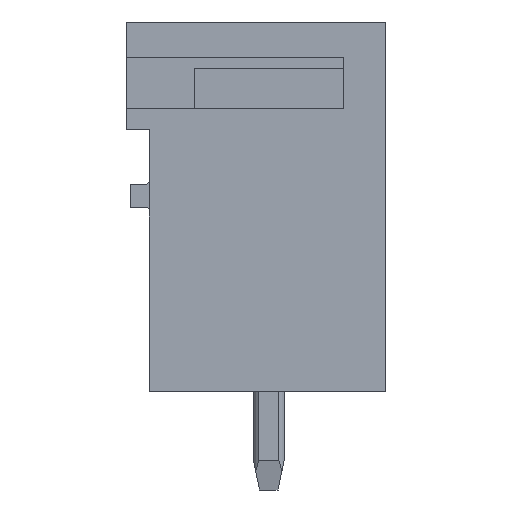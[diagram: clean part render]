
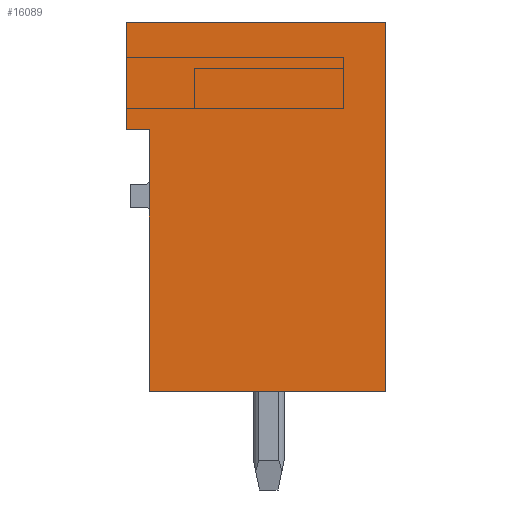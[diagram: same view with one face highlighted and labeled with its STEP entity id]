
A CAD part, left-side view. The second image highlights one B-rep face of the part: STEP entity #16089.
In plain terms, the highlighted planar face has unit normal (-1, 0, 0).
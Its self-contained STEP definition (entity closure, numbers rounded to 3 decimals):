
#16079=AXIS2_PLACEMENT_3D('Plane Axis2P3D',#16076,#16077,#16078) ;
#49=CARTESIAN_POINT('Vertex',(0.,0.,15.2)) ;
#52=CARTESIAN_POINT('Line Origine',(0.,0.,9.2)) ;
#56=CARTESIAN_POINT('Vertex',(0.,0.,3.2)) ;
#151=CARTESIAN_POINT('Vertex',(0.,8.43,15.2)) ;
#154=CARTESIAN_POINT('Line Origine',(0.,4.215,15.2)) ;
#2691=CARTESIAN_POINT('Vertex',(0.,8.43,11.7)) ;
#2694=CARTESIAN_POINT('Line Origine',(0.,8.43,13.45)) ;
#3666=CARTESIAN_POINT('Vertex',(0.,7.68,3.2)) ;
#3669=CARTESIAN_POINT('Line Origine',(0.,7.68,7.45)) ;
#3673=CARTESIAN_POINT('Vertex',(0.,7.68,11.7)) ;
#4126=CARTESIAN_POINT('Line Origine',(0.,3.84,3.2)) ;
#16024=CARTESIAN_POINT('Line Origine',(0.,8.055,11.7)) ;
#16076=CARTESIAN_POINT('Axis2P3D Location',(0.,0.,0.)) ;
#53=DIRECTION('Vector Direction',(0.,0.,-1.)) ;
#155=DIRECTION('Vector Direction',(0.,-1.,0.)) ;
#2695=DIRECTION('Vector Direction',(0.,0.,-1.)) ;
#3670=DIRECTION('Vector Direction',(0.,0.,-1.)) ;
#4127=DIRECTION('Vector Direction',(0.,1.,0.)) ;
#16025=DIRECTION('Vector Direction',(0.,-1.,0.)) ;
#16077=DIRECTION('Axis2P3D Direction',(-1.,0.,0.)) ;
#16078=DIRECTION('Axis2P3D XDirection',(0.,0.,1.)) ;
#54=VECTOR('Line Direction',#53,1.) ;
#156=VECTOR('Line Direction',#155,1.) ;
#2696=VECTOR('Line Direction',#2695,1.) ;
#3671=VECTOR('Line Direction',#3670,1.) ;
#4128=VECTOR('Line Direction',#4127,1.) ;
#16026=VECTOR('Line Direction',#16025,1.) ;
#16082=ORIENTED_EDGE('',*,*,#158,.T.) ;
#16083=ORIENTED_EDGE('',*,*,#2698,.T.) ;
#16084=ORIENTED_EDGE('',*,*,#16028,.T.) ;
#16085=ORIENTED_EDGE('',*,*,#3675,.T.) ;
#16086=ORIENTED_EDGE('',*,*,#4130,.T.) ;
#16087=ORIENTED_EDGE('',*,*,#58,.T.) ;
#16089=ADVANCED_FACE('HOUSING',(#16088),#16080,.T.) ;
#58=EDGE_CURVE('',#57,#50,#55,.F.) ;
#158=EDGE_CURVE('',#50,#152,#157,.F.) ;
#2698=EDGE_CURVE('',#152,#2692,#2697,.T.) ;
#3675=EDGE_CURVE('',#3674,#3667,#3672,.T.) ;
#4130=EDGE_CURVE('',#3667,#57,#4129,.F.) ;
#16028=EDGE_CURVE('',#2692,#3674,#16027,.T.) ;
#16081=EDGE_LOOP('',(#16082,#16083,#16084,#16085,#16086,#16087)) ;
#16088=FACE_OUTER_BOUND('',#16081,.T.) ;
#55=LINE('Line',#52,#54) ;
#157=LINE('Line',#154,#156) ;
#2697=LINE('Line',#2694,#2696) ;
#3672=LINE('Line',#3669,#3671) ;
#4129=LINE('Line',#4126,#4128) ;
#16027=LINE('Line',#16024,#16026) ;
#16080=PLANE('',#16079) ;
#50=VERTEX_POINT('',#49) ;
#57=VERTEX_POINT('',#56) ;
#152=VERTEX_POINT('',#151) ;
#2692=VERTEX_POINT('',#2691) ;
#3667=VERTEX_POINT('',#3666) ;
#3674=VERTEX_POINT('',#3673) ;
